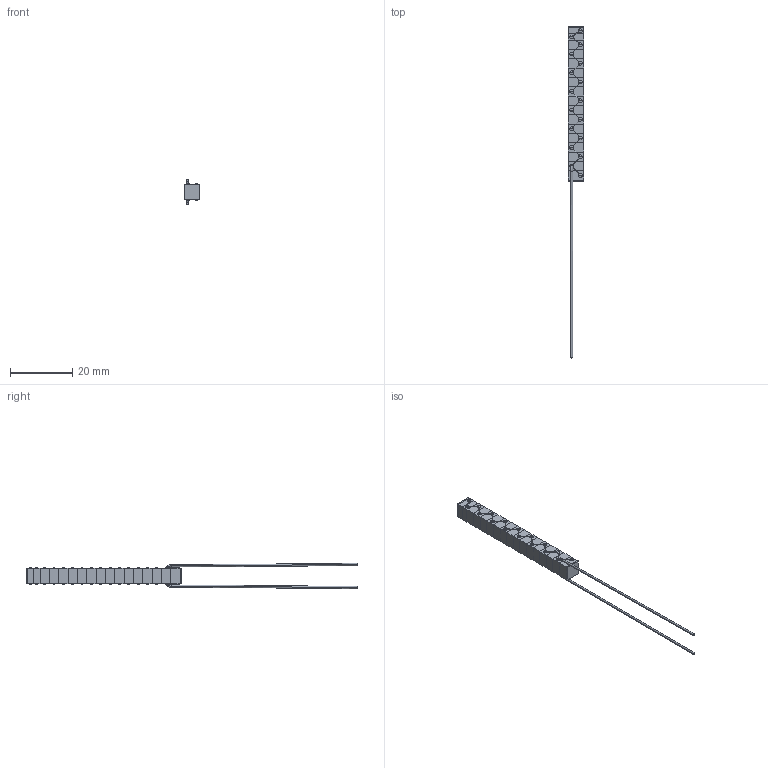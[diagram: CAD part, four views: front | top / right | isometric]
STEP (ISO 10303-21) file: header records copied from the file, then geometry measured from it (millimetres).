
FILE_DESCRIPTION (( 'STEP AP214' ), '1' );
FILE_NAME ('CTN003050.STEP', '2015-06-12T07:49:20', ( '' ), ( '' ), 'SwSTEP 2.0', 'SolidWorks 2014', '' );
FILE_SCHEMA (( 'AUTOMOTIVE_DESIGN' ));
Length unit declared in the file: millimetre
Products named in the file (1): CTN003050
Bounding box: 5 x 106.65 x 8.12 mm (x, y, z)
Volume: 1496.7 mm3; surface area: 2635.8 mm2
Topology: 48 solids, 48 shells, 386 faces, 758 edges, 468 vertices
Faces by surface type: plane 178, cylinder 132, sphere 68, bspline 8
Entity records: 12249 total; most frequent: CARTESIAN_POINT 2381, DIRECTION 1636, ORIENTED_EDGE 1516, EDGE_CURVE 758, AXIS2_PLACEMENT_3D 597, VERTEX_POINT 468, LINE 442, VECTOR 442
